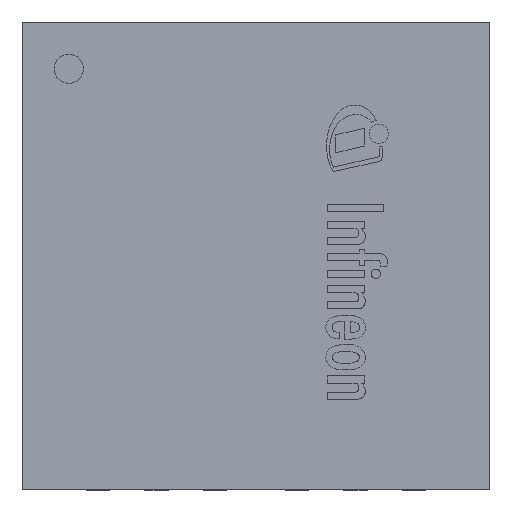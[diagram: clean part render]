
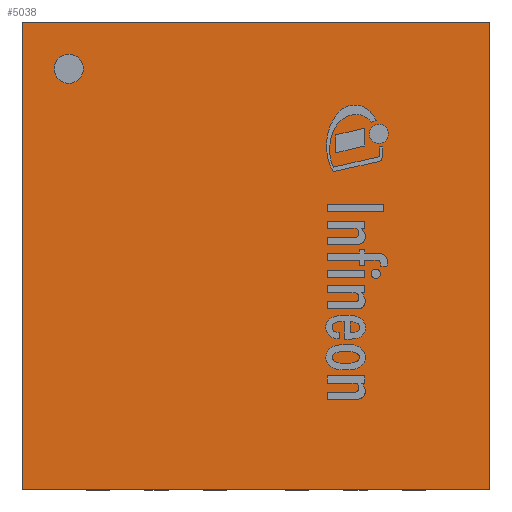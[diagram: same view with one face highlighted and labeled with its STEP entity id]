
A CAD part, top view. The second image highlights one B-rep face of the part: STEP entity #5038.
In plain terms, the highlighted planar face has unit normal (0, 0, 1).
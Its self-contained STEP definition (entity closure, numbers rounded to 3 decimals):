
#147=LINE('',#7226,#722);
#151=LINE('',#7234,#726);
#154=LINE('',#7240,#729);
#157=LINE('',#7245,#732);
#722=VECTOR('',#5819,1.);
#726=VECTOR('',#5825,1.);
#729=VECTOR('',#5830,1.);
#732=VECTOR('',#5835,1.);
#1302=PLANE('',#5399);
#1543=FACE_BOUND('',#1879,.T.);
#1557=FACE_OUTER_BOUND('',#1878,.T.);
#1878=EDGE_LOOP('',(#3544,#3545,#3546,#3547));
#1879=EDGE_LOOP('',(#3548));
#2200=CIRCLE('',#5392,0.25);
#2314=VERTEX_POINT('',#7218);
#2316=VERTEX_POINT('',#7224);
#2317=VERTEX_POINT('',#7225);
#2320=VERTEX_POINT('',#7233);
#2322=VERTEX_POINT('',#7239);
#2800=EDGE_CURVE('',#2314,#2314,#2200,.T.);
#2802=EDGE_CURVE('',#2316,#2317,#147,.T.);
#2806=EDGE_CURVE('',#2317,#2320,#151,.T.);
#2809=EDGE_CURVE('',#2320,#2322,#154,.T.);
#2812=EDGE_CURVE('',#2322,#2316,#157,.T.);
#3544=ORIENTED_EDGE('',*,*,#2812,.T.);
#3545=ORIENTED_EDGE('',*,*,#2802,.T.);
#3546=ORIENTED_EDGE('',*,*,#2806,.T.);
#3547=ORIENTED_EDGE('',*,*,#2809,.T.);
#3548=ORIENTED_EDGE('',*,*,#2800,.T.);
#5038=ADVANCED_FACE('',(#1557,#1543),#1302,.T.);
#5392=AXIS2_PLACEMENT_3D('',#7219,#5811,#5812);
#5399=AXIS2_PLACEMENT_3D('',#7247,#5837,#5838);
#5811=DIRECTION('center_axis',(0.,0.,-1.));
#5812=DIRECTION('ref_axis',(0.,1.,0.));
#5819=DIRECTION('',(-1.,0.,0.));
#5825=DIRECTION('',(0.,-1.,0.));
#5830=DIRECTION('',(1.,0.,0.));
#5835=DIRECTION('',(0.,1.,0.));
#5837=DIRECTION('center_axis',(0.,0.,1.));
#5838=DIRECTION('ref_axis',(0.,-1.,0.));
#7218=CARTESIAN_POINT('',(-3.201,2.949,1.2));
#7219=CARTESIAN_POINT('Origin',(-3.201,3.199,1.2));
#7224=CARTESIAN_POINT('',(3.99,3.99,1.2));
#7225=CARTESIAN_POINT('',(-3.99,3.99,1.2));
#7226=CARTESIAN_POINT('',(3.99,3.99,1.2));
#7233=CARTESIAN_POINT('',(-3.99,-3.99,1.2));
#7234=CARTESIAN_POINT('',(-3.99,3.99,1.2));
#7239=CARTESIAN_POINT('',(3.99,-3.99,1.2));
#7240=CARTESIAN_POINT('',(-3.99,-3.99,1.2));
#7245=CARTESIAN_POINT('',(3.99,-3.99,1.2));
#7247=CARTESIAN_POINT('Origin',(0.,0.,
1.2));
